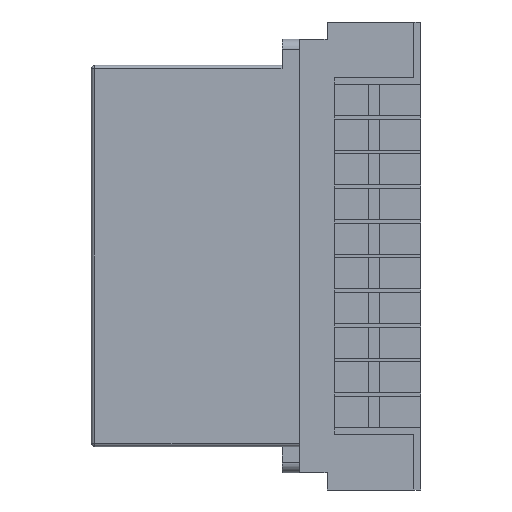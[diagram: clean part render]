
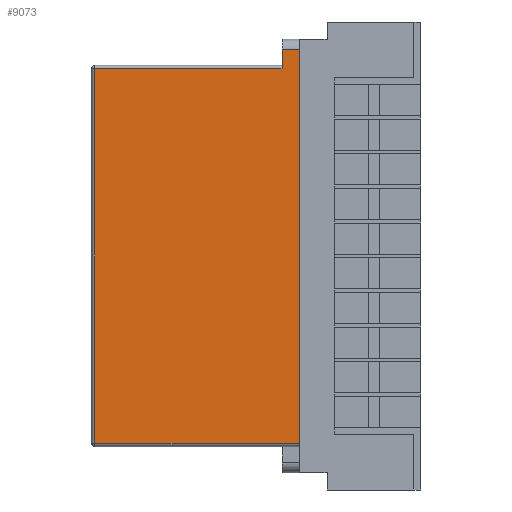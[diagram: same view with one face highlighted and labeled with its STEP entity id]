
A CAD part, left-side view. The second image highlights one B-rep face of the part: STEP entity #9073.
In plain terms, the highlighted planar face has unit normal (-1, 0, 0).
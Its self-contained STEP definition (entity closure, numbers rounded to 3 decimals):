
#16 = CARTESIAN_POINT ( 'NONE',  ( 0., 59., 0. ) ) ;
#1089 = VERTEX_POINT ( 'NONE', #7318 ) ;
#1552 = ORIENTED_EDGE ( 'NONE', *, *, #6222, .T. ) ;
#1976 = VERTEX_POINT ( 'NONE', #9474 ) ;
#2429 = VECTOR ( 'NONE', #5809, 1000. ) ;
#2522 = PLANE ( 'NONE',  #3001 ) ;
#2619 = EDGE_CURVE ( 'NONE', #4128, #5386, #5748, .T. ) ;
#2626 = CARTESIAN_POINT ( 'NONE',  ( 0., 60., 0. ) ) ;
#2754 = LINE ( 'NONE', #4486, #6187 ) ;
#2935 = LINE ( 'NONE', #16, #2429 ) ;
#2985 = CARTESIAN_POINT ( 'NONE',  ( 0., 5., 109. ) ) ;
#3001 = AXIS2_PLACEMENT_3D ( 'NONE', #2626, #4221, #4945 ) ;
#3623 = VERTEX_POINT ( 'NONE', #7187 ) ;
#3723 = DIRECTION ( 'NONE',  ( 0., -1., 0. ) ) ;
#4128 = VERTEX_POINT ( 'NONE', #2985 ) ;
#4149 = ORIENTED_EDGE ( 'NONE', *, *, #8359, .T. ) ;
#4221 = DIRECTION ( 'NONE',  ( 1., 0., 0. ) ) ;
#4486 = CARTESIAN_POINT ( 'NONE',  ( 0., 0., 0. ) ) ;
#4705 = CARTESIAN_POINT ( 'NONE',  ( 0., 59., 109. ) ) ;
#4945 = DIRECTION ( 'NONE',  ( 0., 0., -1. ) ) ;
#5074 = ORIENTED_EDGE ( 'NONE', *, *, #8766, .T. ) ;
#5238 = VECTOR ( 'NONE', #5256, 1000. ) ;
#5256 = DIRECTION ( 'NONE',  ( 0., 1., 0. ) ) ;
#5386 = VERTEX_POINT ( 'NONE', #4705 ) ;
#5532 = EDGE_CURVE ( 'NONE', #5386, #7964, #2935, .T. ) ;
#5667 = FACE_OUTER_BOUND ( 'NONE', #6900, .T. ) ;
#5748 = LINE ( 'NONE', #6846, #5238 ) ;
#5809 = DIRECTION ( 'NONE',  ( 0., 0., -1. ) ) ;
#6187 = VECTOR ( 'NONE', #7633, 1000. ) ;
#6222 = EDGE_CURVE ( 'NONE', #3623, #4128, #7372, .T. ) ;
#6234 = VECTOR ( 'NONE', #7058, 1000. ) ;
#6544 = LINE ( 'NONE', #8420, #9066 ) ;
#6774 = CARTESIAN_POINT ( 'NONE',  ( 0., 5., 114.5 ) ) ;
#6846 = CARTESIAN_POINT ( 'NONE',  ( 0., 60., 109. ) ) ;
#6900 = EDGE_LOOP ( 'NONE', ( #4149, #5074, #1552, #7380, #7063, #7426 ) ) ;
#7058 = DIRECTION ( 'NONE',  ( 0., 0., -1. ) ) ;
#7063 = ORIENTED_EDGE ( 'NONE', *, *, #5532, .T. ) ;
#7187 = CARTESIAN_POINT ( 'NONE',  ( 0., 5., 114.5 ) ) ;
#7318 = CARTESIAN_POINT ( 'NONE',  ( 0., 0., 114.5 ) ) ;
#7372 = LINE ( 'NONE', #9454, #6234 ) ;
#7380 = ORIENTED_EDGE ( 'NONE', *, *, #2619, .T. ) ;
#7426 = ORIENTED_EDGE ( 'NONE', *, *, #9291, .T. ) ;
#7633 = DIRECTION ( 'NONE',  ( 0., 0., 1. ) ) ;
#7964 = VERTEX_POINT ( 'NONE', #8061 ) ;
#8061 = CARTESIAN_POINT ( 'NONE',  ( 0., 59., 1. ) ) ;
#8322 = DIRECTION ( 'NONE',  ( 0., 1., 0. ) ) ;
#8359 = EDGE_CURVE ( 'NONE', #1976, #1089, #2754, .T. ) ;
#8420 = CARTESIAN_POINT ( 'NONE',  ( 0., 60., 1. ) ) ;
#8766 = EDGE_CURVE ( 'NONE', #1089, #3623, #10208, .T. ) ;
#9066 = VECTOR ( 'NONE', #3723, 1000. ) ;
#9073 = ADVANCED_FACE ( 'NONE', ( #5667 ), #2522, .F. ) ;
#9291 = EDGE_CURVE ( 'NONE', #7964, #1976, #6544, .T. ) ;
#9454 = CARTESIAN_POINT ( 'NONE',  ( 0., 5., 110. ) ) ;
#9474 = CARTESIAN_POINT ( 'NONE',  ( 0., 0., 1. ) ) ;
#10208 = LINE ( 'NONE', #6774, #10345 ) ;
#10345 = VECTOR ( 'NONE', #8322, 1000. ) ;
